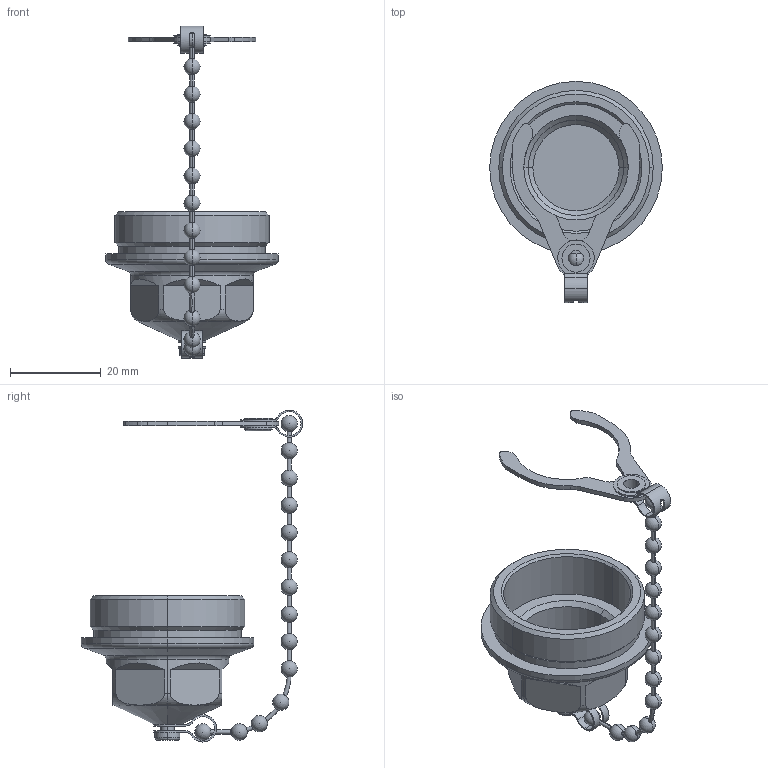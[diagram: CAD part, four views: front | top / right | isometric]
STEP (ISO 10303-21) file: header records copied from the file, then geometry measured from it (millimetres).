
FILE_DESCRIPTION (( 'STEP AP214' ), '1' );
FILE_NAME ('H60030A0001.STEP', '2013-04-15T08:25:44', ( 'Wartung' ), ( '' ), 'SwSTEP 2.0', 'SolidWorks 2012', '' );
FILE_SCHEMA (( 'AUTOMOTIVE_DESIGN' ));
Length unit declared in the file: millimetre
Products named in the file (8): H60030A0001; B04005A1419; B04001A0439; B06013A0028; B06012A0022_angeschlossen 1mm-Blech; B06012A0062_angeschlossen 1mm-Blech; A63141M0408; B10024A0000H1
Assembly tree (7 placements, depth 2):
  H60030A0001
    B04005A1419
    B04001A0439
    B06013A0028
    B06012A0022_angeschlossen 1mm-Blech
    B06012A0062_angeschlossen 1mm-Blech
    A63141M0408
    B10024A0000H1
Bounding box: 38 x 48.8 x 73.1 mm (x, y, z)
Volume: 8571 mm3; surface area: 8214 mm2
Topology: 7 solids, 7 shells, 236 faces, 645 edges, 396 vertices
Faces by surface type: cylinder 122, plane 48, sphere 28, cone 20, torus 18
Entity records: 7642 total; most frequent: CARTESIAN_POINT 1547, DIRECTION 1352, ORIENTED_EDGE 1146, EDGE_CURVE 573, AXIS2_PLACEMENT_3D 567, VERTEX_POINT 354, CIRCLE 321, EDGE_LOOP 251
